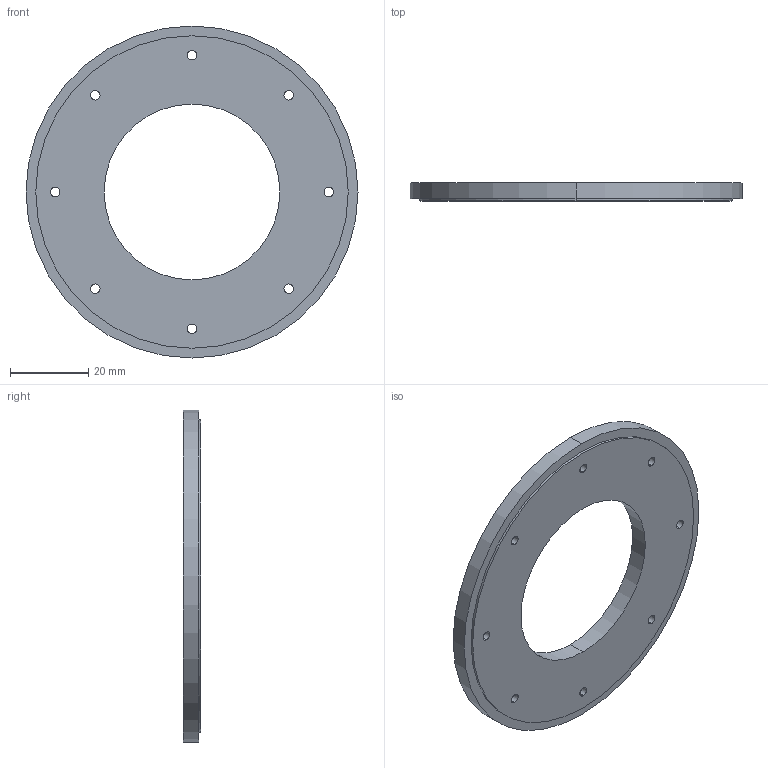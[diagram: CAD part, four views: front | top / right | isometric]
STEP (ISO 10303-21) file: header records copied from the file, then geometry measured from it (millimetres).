
FILE_DESCRIPTION (( 'STEP AP214' ), '1' );
FILE_NAME ('innerBearingLimiter.STEP', '2025-04-15T00:44:00', ( '' ), ( '' ), 'SwSTEP 2.0', 'SolidWorks 2025', '' );
FILE_SCHEMA (( 'AUTOMOTIVE_DESIGN' ));
Length unit declared in the file: millimetre
Products named in the file (1): innerBearingLimiter
Bounding box: 85 x 4.6 x 85 mm (x, y, z)
Volume: 18231.5 mm3; surface area: 10242.5 mm2
Topology: 1 solids, 1 shells, 25 faces, 66 edges, 44 vertices
Faces by surface type: cylinder 22, plane 3
Entity records: 863 total; most frequent: DIRECTION 162, CARTESIAN_POINT 136, ORIENTED_EDGE 132, AXIS2_PLACEMENT_3D 70, EDGE_CURVE 66, CIRCLE 44, EDGE_LOOP 44, VERTEX_POINT 44
